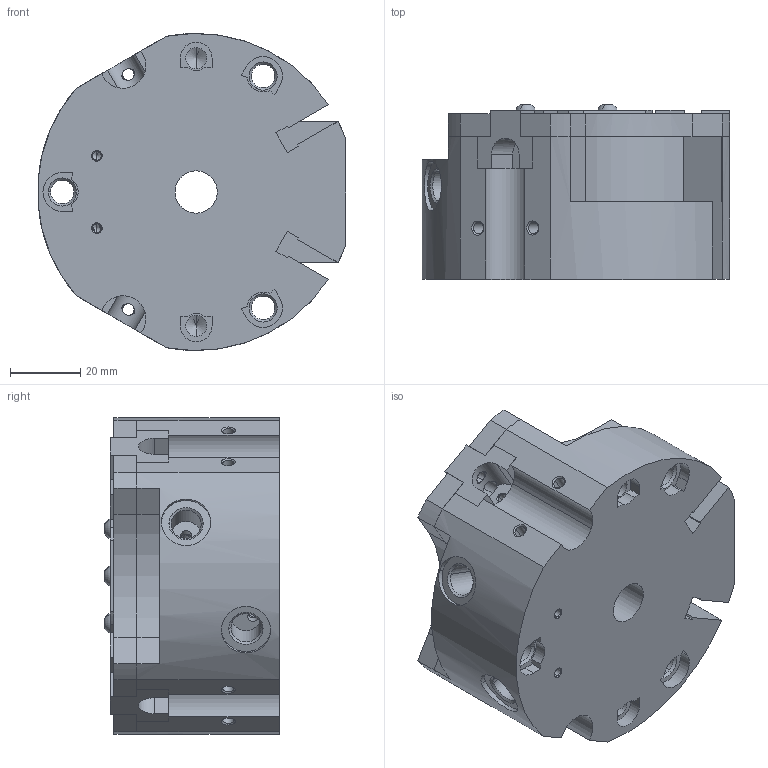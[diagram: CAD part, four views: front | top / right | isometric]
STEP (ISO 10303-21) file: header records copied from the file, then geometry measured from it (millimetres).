
FILE_DESCRIPTION( ( '' ), '1' );
FILE_NAME( 'qpgb309s_op090sbt_0_2_14a.stp', '2010-10-25T14:20:26', ( '' ), ( '' ), ' ', ' ', ' ' );
FILE_SCHEMA( ( 'automotive_design' ) );
Length unit declared in the file: millimetre
Products named in the file (4): 1; 2; 3; 4
Bounding box: 87.36 x 49.65 x 89.98 mm (x, y, z)
Volume: 227114.8 mm3; surface area: 49128.9 mm2
Topology: 4 solids, 4 shells, 454 faces, 1213 edges, 761 vertices
Faces by surface type: plane 211, cylinder 146, cone 91, torus 6
Entity records: 29254 total; most frequent: CARTESIAN_POINT 4414, DIRECTION 2410, STYLED_ITEM 2400, PRESENTATION_STYLE_ASSIGNMENT 2400, COLOUR_RGB 2400, ORIENTED_EDGE 2362, EDGE_CURVE 1181, CURVE_STYLE 1181
